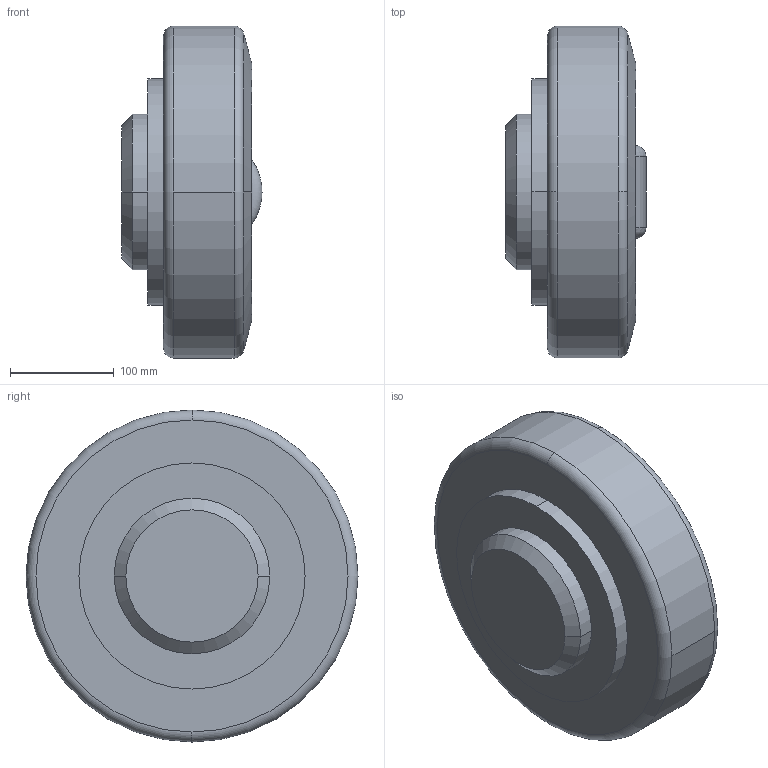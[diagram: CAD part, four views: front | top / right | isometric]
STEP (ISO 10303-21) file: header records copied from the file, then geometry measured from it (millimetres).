
FILE_DESCRIPTION(('STEP AP203'),'1');
FILE_NAME('4_094.stp','2014-08-06T06:54:15',('TraceParts'),('TraceParts S.A.'),'XStep 1.0',' ',' ');
FILE_SCHEMA(('CONFIG_CONTROL_DESIGN'));
Length unit declared in the file: millimetre
Products named in the file (1): 1
Bounding box: 135 x 320 x 320 mm (x, y, z)
Volume: 7643247.9 mm3; surface area: 256940.6 mm2
Topology: 1 solids, 1 shells, 30 faces, 74 edges, 49 vertices
Faces by surface type: plane 12, cylinder 8, torus 6, cone 4
Entity records: 1231 total; most frequent: CARTESIAN_POINT 450, DIRECTION 165, ORIENTED_EDGE 148, EDGE_CURVE 74, AXIS2_PLACEMENT_3D 68, VERTEX_POINT 49, CIRCLE 37, EDGE_LOOP 33
